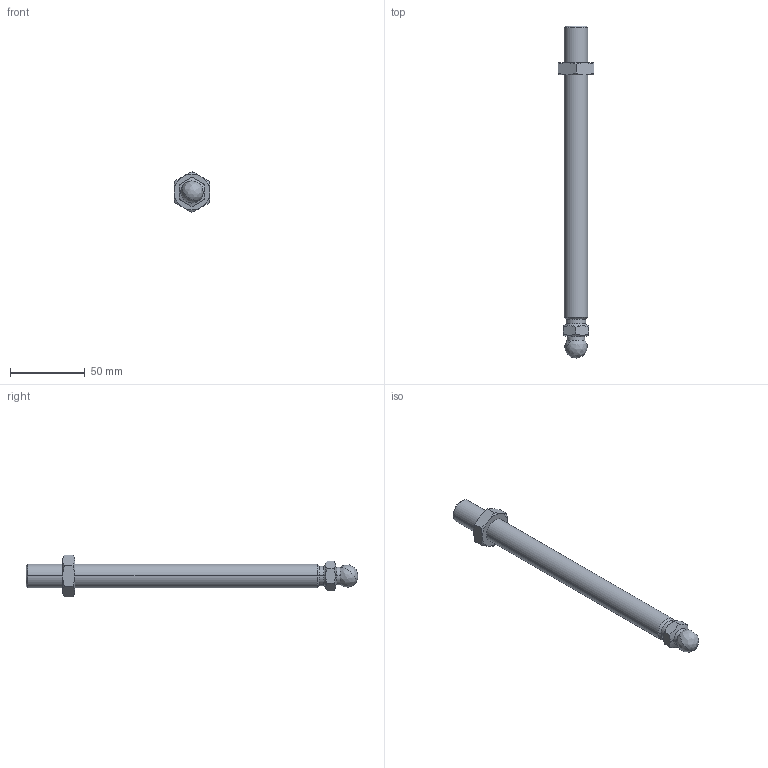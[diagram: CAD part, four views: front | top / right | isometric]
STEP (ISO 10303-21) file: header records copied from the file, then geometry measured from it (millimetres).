
FILE_DESCRIPTION (( 'STEP AP214' ), '1' );
FILE_NAME ('203600367.STEP', '2014-02-18T08:17:00', ( '' ), ( '' ), 'SwSTEP 2.0', 'SolidWorks 2014', '' );
FILE_SCHEMA (( 'AUTOMOTIVE_DESIGN' ));
Length unit declared in the file: millimetre
Products named in the file (1): 203600367
Bounding box: 24 x 221.86 x 27.71 mm (x, y, z)
Volume: 46228.5 mm3; surface area: 13078.5 mm2
Topology: 2 solids, 2 shells, 60 faces, 142 edges, 85 vertices
Faces by surface type: cone 30, plane 16, cylinder 10, bspline 4
Entity records: 2791 total; most frequent: CARTESIAN_POINT 768, ORIENTED_EDGE 280, DIRECTION 270, EDGE_CURVE 140, AXIS2_PLACEMENT_3D 115, VERTEX_POINT 85, UNCERTAINTY_MEASURE_WITH_UNIT 64, MECHANICAL_DESIGN_GEOMETRIC_PRESENTATION_REPRESENTATION 63
